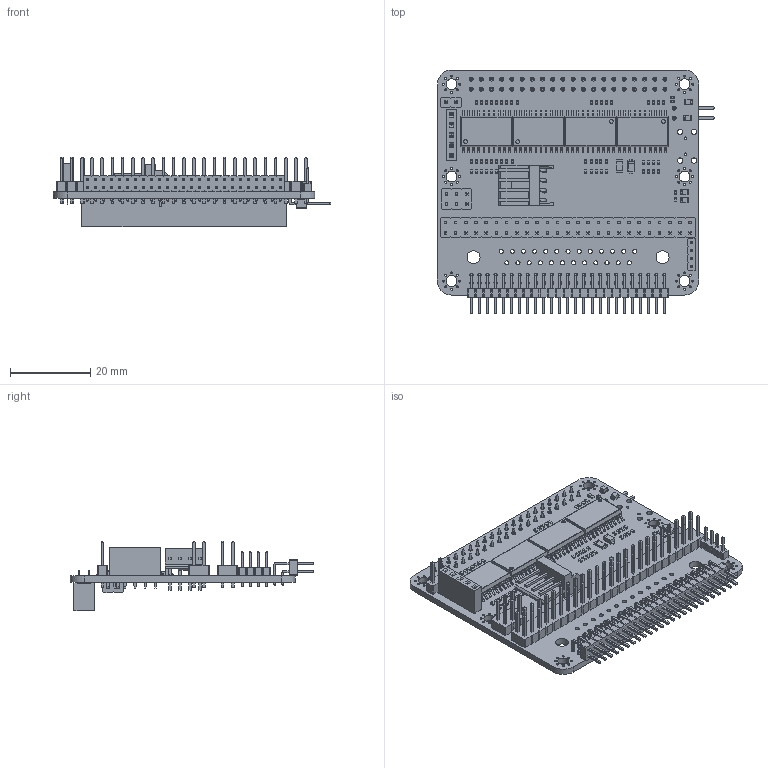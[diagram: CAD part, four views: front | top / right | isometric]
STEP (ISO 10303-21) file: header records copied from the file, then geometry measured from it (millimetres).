
FILE_DESCRIPTION(('KiCad electronic assembly'),'2;1');
FILE_NAME('rascsi_2p4.step','2021-08-08T20:54:48',('An Author'),( 'A Company'),'Open CASCADE STEP processor 6.9', 'KiCad to STEP converter','Unknown');
FILE_SCHEMA(('AUTOMOTIVE_DESIGN { 1 0 10303 214 1 1 1 1 }'));
Length unit declared in the file: millimetre
Products named in the file (30): Open CASCADE STEP translator 6.9 1; 171826-4; SOLID; PinHeader_2x03_P2.54mm_Vertical; PinHeader_2x25_P2.00mm_Horizontal; PinHeader_1x04_P2.00mm_Vertical; R_0402_1005Metric; PinHeader_2x25_P2.54mm_Vertical; SN74LS245DW; COMPOUND; D_SOD-123F; PinHeader_1x02_P2.54mm_Horizontal; PinHeader_1x02_P2.54mm_Vertical; Fuse_1206_3216Metric; PinSocket_2x20_P2.54mm_Vertical; PinSocket_1x05_P2.54mm_Vertical; LED_0805_2012Metric
Assembly tree (92 placements, depth 3):
  Open CASCADE STEP translator 6.9 1
    171826-4
      SOLID
    PinHeader_2x03_P2.54mm_Vertical
      SOLID
    PinHeader_2x25_P2.00mm_Horizontal
      SOLID
    PinHeader_1x04_P2.00mm_Vertical
      SOLID
    R_0402_1005Metric  x58
      SOLID
    PinHeader_2x25_P2.54mm_Vertical
      SOLID
    SN74LS245DW  x4
      COMPOUND
    D_SOD-123F
      SOLID
    PinHeader_1x02_P2.54mm_Horizontal
      SOLID
    PinHeader_1x02_P2.54mm_Vertical
      SOLID
    Fuse_1206_3216Metric
      SOLID
    PinSocket_2x20_P2.54mm_Vertical
      SOLID
    PinSocket_1x05_P2.54mm_Vertical
      SOLID
    LED_0805_2012Metric  x4
      SOLID
    COMPOUND
Bounding box: 68.97 x 60.69 x 17.24 mm (x, y, z)
Volume: 10344.7 mm3; surface area: 17537 mm2
Topology: 158 solids, 158 shells, 7262 faces, 18260 edges, 11692 vertices
Faces by surface type: plane 6156, cylinder 1096, bspline 10
Full cylindrical faces by diameter (mm): 0.5 x48, 0.65 x2, 0.8 x54, 0.938 x4, 1 x105, 1.03 x25, 1.2 x4, 1.329 x4, 2.7 x6, 3.23 x2
Entity records: 323825 total; most frequent: CARTESIAN_POINT 48777, DIRECTION 45979, LINE 33930, VECTOR 33930, ORIENTED_EDGE 23728, PCURVE 23728, DEFINITIONAL_REPRESENTATION 23728, EDGE_CURVE 11864
